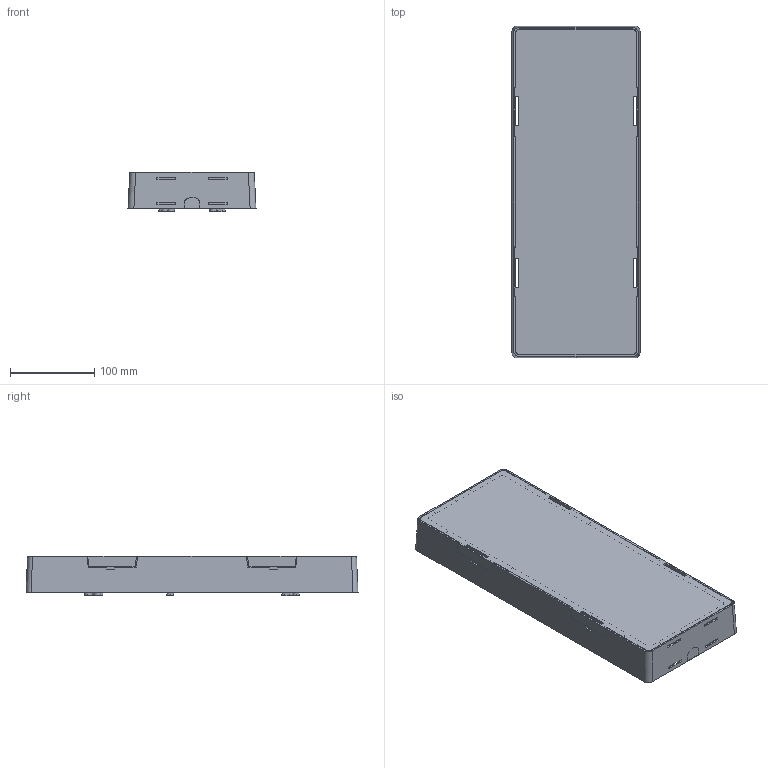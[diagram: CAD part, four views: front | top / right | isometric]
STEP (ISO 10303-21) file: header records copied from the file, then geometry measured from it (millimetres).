
FILE_DESCRIPTION('');
FILE_NAME('');
FILE_SCHEMA(('AUTOMOTIVE_DESIGN { 1 0 10303 214 1 1 1 1 }'));
Length unit declared in the file: millimetre
Products named in the file (1): EN10077241
Bounding box: 151.76 x 393.6 x 46.5 mm (x, y, z)
Volume: 1918054.5 mm3; surface area: 363514.3 mm2
Topology: 4 solids, 4 shells, 536 faces, 1488 edges, 964 vertices
Faces by surface type: plane 262, cylinder 218, bspline 40, torus 16
Entity records: 17763 total; most frequent: CARTESIAN_POINT 5221, ORIENTED_EDGE 2976, DIRECTION 1907, EDGE_CURVE 1488, VERTEX_POINT 964, VECTOR 901, LINE 901, AXIS2_PLACEMENT_3D 649
